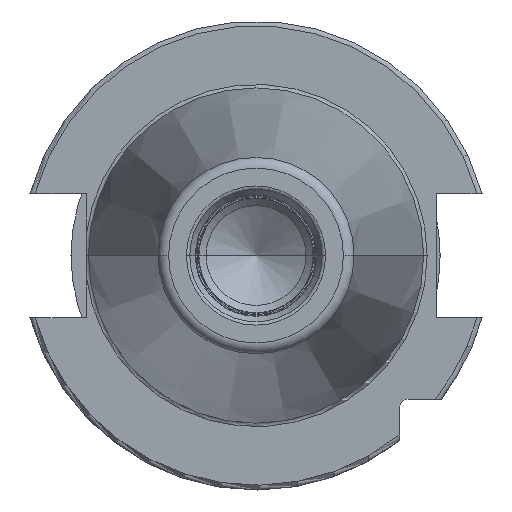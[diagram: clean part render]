
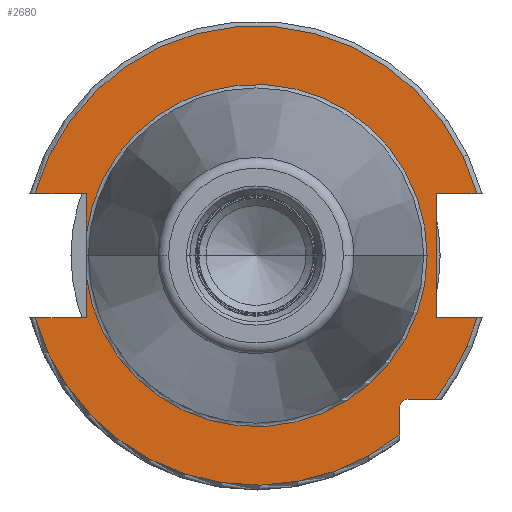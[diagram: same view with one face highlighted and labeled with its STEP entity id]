
A CAD part, left-side view. The second image highlights one B-rep face of the part: STEP entity #2680.
In plain terms, the highlighted planar face has unit normal (-1, 0, 0).
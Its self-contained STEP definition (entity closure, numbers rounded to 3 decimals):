
#117=CARTESIAN_POINT('',(3.2,0.,0.));
#118=DIRECTION('',(-1.,0.,0.));
#119=DIRECTION('',(0.,0.992,-0.124));
#120=AXIS2_PLACEMENT_3D('',#117,#118,#119);
#717=CARTESIAN_POINT('',(3.2,-37.254,-29.85));
#728=DIRECTION('',(0.,-1.,0.));
#729=VECTOR('',#728,5.654);
#730=CARTESIAN_POINT('',(3.2,-31.6,-29.85));
#731=LINE('',#730,#729);
#732=DIRECTION('',(0.,0.,1.));
#733=VECTOR('',#732,5.654);
#734=CARTESIAN_POINT('',(3.2,-29.85,-37.254));
#735=LINE('',#734,#733);
#736=CARTESIAN_POINT('',(3.2,0.,0.));
#737=DIRECTION('',(-1.,0.,0.));
#738=DIRECTION('',(0.,0.963,-0.27));
#739=AXIS2_PLACEMENT_3D('',#736,#737,#738);
#741=DIRECTION('',(0.,-1.,0.));
#742=VECTOR('',#741,10.661);
#743=CARTESIAN_POINT('',(3.2,45.961,-12.9));
#744=LINE('',#743,#742);
#745=DIRECTION('',(0.,0.,-1.));
#746=VECTOR('',#745,8.485);
#747=CARTESIAN_POINT('',(3.2,35.3,-4.415));
#748=LINE('',#747,#746);
#749=DIRECTION('',(0.,0.,-1.));
#750=VECTOR('',#749,8.485);
#751=CARTESIAN_POINT('',(3.2,35.3,12.9));
#752=LINE('',#751,#750);
#753=DIRECTION('',(0.,-1.,0.));
#754=VECTOR('',#753,10.661);
#755=CARTESIAN_POINT('',(3.2,45.961,12.9));
#756=LINE('',#755,#754);
#757=CARTESIAN_POINT('',(3.2,0.,0.));
#758=DIRECTION('',(1.,0.,0.));
#759=DIRECTION('',(0.,0.963,0.27));
#760=AXIS2_PLACEMENT_3D('',#757,#758,#759);
#762=DIRECTION('',(0.,1.,0.));
#763=VECTOR('',#762,8.461);
#764=CARTESIAN_POINT('',(3.2,-45.961,12.9));
#765=LINE('',#764,#763);
#766=DIRECTION('',(0.,0.,1.));
#767=VECTOR('',#766,25.8);
#768=CARTESIAN_POINT('',(3.2,-37.5,-12.9));
#769=LINE('',#768,#767);
#770=DIRECTION('',(0.,1.,0.));
#771=VECTOR('',#770,8.461);
#772=CARTESIAN_POINT('',(3.2,-45.961,-12.9));
#773=LINE('',#772,#771);
#774=CARTESIAN_POINT('',(3.2,0.,0.));
#775=DIRECTION('',(-1.,0.,0.));
#776=DIRECTION('',(0.,-0.78,-0.625));
#777=AXIS2_PLACEMENT_3D('',#774,#775,#776);
#788=CARTESIAN_POINT('',(3.2,-31.6,-31.6));
#789=DIRECTION('',(1.,0.,0.));
#790=DIRECTION('',(0.,1.,0.));
#791=AXIS2_PLACEMENT_3D('',#788,#789,#790);
#1275=CARTESIAN_POINT('',(3.2,0.,0.));
#1276=DIRECTION('',(1.,0.,0.));
#1277=DIRECTION('',(0.,0.992,0.124));
#1278=AXIS2_PLACEMENT_3D('',#1275,#1276,#1277);
#1498=CARTESIAN_POINT('',(3.2,-35.575,0.));
#1500=VERTEX_POINT('',#1498);
#1616=CARTESIAN_POINT('',(3.2,45.961,12.9));
#1617=CARTESIAN_POINT('',(3.2,35.3,12.9));
#1618=VERTEX_POINT('',#1616);
#1619=VERTEX_POINT('',#1617);
#1620=CARTESIAN_POINT('',(3.2,35.3,4.415));
#1621=VERTEX_POINT('',#1620);
#1622=CARTESIAN_POINT('',(3.2,35.3,-4.415));
#1623=CARTESIAN_POINT('',(3.2,35.3,-12.9));
#1624=VERTEX_POINT('',#1622);
#1625=VERTEX_POINT('',#1623);
#1626=CARTESIAN_POINT('',(3.2,45.961,-12.9));
#1627=VERTEX_POINT('',#1626);
#1628=CARTESIAN_POINT('',(3.2,-45.961,-12.9));
#1629=CARTESIAN_POINT('',(3.2,-37.5,-12.9));
#1630=VERTEX_POINT('',#1628);
#1631=VERTEX_POINT('',#1629);
#1632=CARTESIAN_POINT('',(3.2,-37.5,12.9));
#1633=VERTEX_POINT('',#1632);
#1634=CARTESIAN_POINT('',(3.2,-45.961,12.9));
#1635=VERTEX_POINT('',#1634);
#1671=CARTESIAN_POINT('',(3.2,-29.85,-37.254));
#1672=VERTEX_POINT('',#1671);
#1677=CARTESIAN_POINT('',(3.2,-29.85,-31.6));
#1678=CARTESIAN_POINT('',(3.2,-31.6,-29.85));
#1679=VERTEX_POINT('',#1677);
#1680=VERTEX_POINT('',#1678);
#1699=VERTEX_POINT('',#717);
#2651=CARTESIAN_POINT('',(3.2,0.,0.));
#2652=DIRECTION('',(1.,0.,0.));
#2653=DIRECTION('',(0.,-1.,0.));
#2654=AXIS2_PLACEMENT_3D('',#2651,#2652,#2653);
#2655=PLANE('',#2654);
#2657=ORIENTED_EDGE('',*,*,#2656,.F.);
#2659=ORIENTED_EDGE('',*,*,#2658,.F.);
#2661=ORIENTED_EDGE('',*,*,#2660,.F.);
#2662=ORIENTED_EDGE('',*,*,#2629,.F.);
#2663=ORIENTED_EDGE('',*,*,#1981,.T.);
#2664=ORIENTED_EDGE('',*,*,#1968,.F.);
#2665=ORIENTED_EDGE('',*,*,#1931,.T.);
#2667=ORIENTED_EDGE('',*,*,#2666,.F.);
#2668=ORIENTED_EDGE('',*,*,#1963,.F.);
#2670=ORIENTED_EDGE('',*,*,#2669,.F.);
#2672=ORIENTED_EDGE('',*,*,#2671,.T.);
#2674=ORIENTED_EDGE('',*,*,#2673,.T.);
#2675=ORIENTED_EDGE('',*,*,#2088,.F.);
#2676=ORIENTED_EDGE('',*,*,#2531,.F.);
#2677=ORIENTED_EDGE('',*,*,#2646,.F.);
#2678=EDGE_LOOP('',(#2657,#2659,#2661,#2662,#2663,#2664,#2665,#2667,#2668,#2670,
#2672,#2674,#2675,#2676,#2677));
#2679=FACE_OUTER_BOUND('',#2678,.F.);
#2680=ADVANCED_FACE('',(#2679),#2655,.F.);
#121=CIRCLE('',#120,35.575);
#740=CIRCLE('',#739,47.738);
#761=CIRCLE('',#760,47.738);
#778=CIRCLE('',#777,47.738);
#792=CIRCLE('',#791,1.75);
#1279=CIRCLE('',#1278,35.575);
#1931=EDGE_CURVE('',#1624,#1500,#121,.T.);
#1963=EDGE_CURVE('',#1619,#1621,#752,.T.);
#1968=EDGE_CURVE('',#1624,#1625,#748,.T.);
#1981=EDGE_CURVE('',#1627,#1625,#744,.T.);
#2088=EDGE_CURVE('',#1631,#1633,#769,.T.);
#2531=EDGE_CURVE('',#1630,#1631,#773,.T.);
#2629=EDGE_CURVE('',#1627,#1672,#740,.T.);
#2646=EDGE_CURVE('',#1699,#1630,#778,.T.);
#2656=EDGE_CURVE('',#1680,#1699,#731,.T.);
#2658=EDGE_CURVE('',#1679,#1680,#792,.T.);
#2660=EDGE_CURVE('',#1672,#1679,#735,.T.);
#2666=EDGE_CURVE('',#1621,#1500,#1279,.T.);
#2669=EDGE_CURVE('',#1618,#1619,#756,.T.);
#2671=EDGE_CURVE('',#1618,#1635,#761,.T.);
#2673=EDGE_CURVE('',#1635,#1633,#765,.T.);
